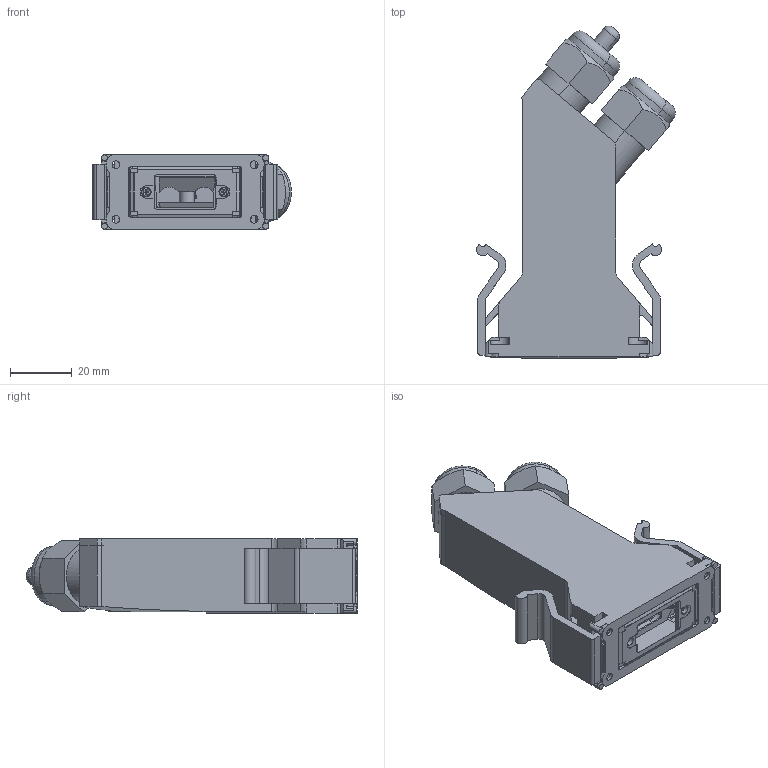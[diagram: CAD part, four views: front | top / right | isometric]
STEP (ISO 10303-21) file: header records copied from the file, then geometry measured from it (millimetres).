
FILE_DESCRIPTION(('Creo Elements/Direct Modeling STEP Export'),'2;1');
FILE_NAME('model.stp','2019-05-23T 1:48:22',(''),(''),'Creo Elements/Direct Modeling STEP processor for AP214 (Solid Model)','Creo Elements/Direct Modeling 20.1A 29-Sep-2018 (C) Parametric Technology GmbH','');
FILE_SCHEMA(('AUTOMOTIVE_DESIGN { 1 0 10303 214 1 1 1 1 }'));
Length unit declared in the file: millimetre
Products named in the file (2): VS-09-SET-EMV
Assembly tree (1 placements, depth 2):
  VS-09-SET-EMV
    VS-09-SET-EMV
Bounding box: 64.19 x 107.11 x 24 mm (x, y, z)
Volume: 60807.5 mm3; surface area: 32976.8 mm2
Topology: 1 solids, 1 shells, 868 faces, 2501 edges, 1624 vertices
Faces by surface type: plane 602, cylinder 235, torus 14, cone 12, sphere 2, extrusion 2, bspline 1
Entity records: 35693 total; most frequent: CARTESIAN_POINT 6249, ORIENTED_EDGE 5002, DIRECTION 4390, EDGE_CURVE 2501, VECTOR 1820, LINE 1818, VERTEX_POINT 1624, AXIS2_PLACEMENT_3D 1285
